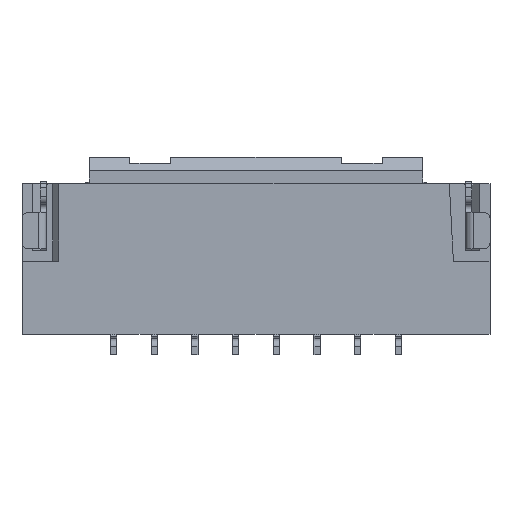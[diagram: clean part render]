
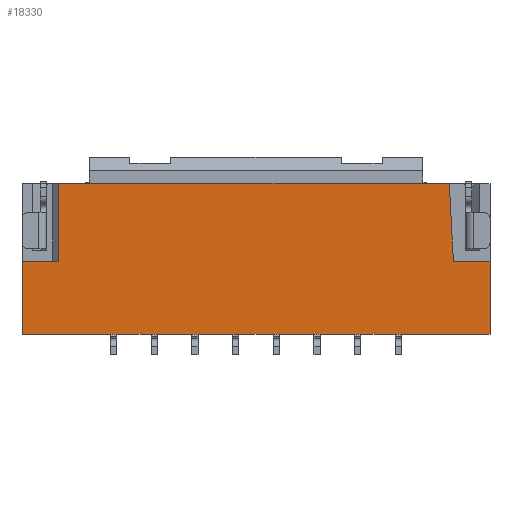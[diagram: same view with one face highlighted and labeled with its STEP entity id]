
A CAD part, front view. The second image highlights one B-rep face of the part: STEP entity #18330.
In plain terms, the highlighted planar face has unit normal (0, -1, 0).
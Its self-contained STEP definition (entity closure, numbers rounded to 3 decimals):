
#57=DIRECTION('',(0.053,0.,-0.999));
#58=VECTOR('',#57,1.903);
#59=CARTESIAN_POINT('',(10.5,0.005,0.));
#60=LINE('',#59,#58);
#61=DIRECTION('',(1.,0.,0.));
#62=VECTOR('',#61,0.9);
#63=CARTESIAN_POINT('',(10.6,0.005,-1.9));
#64=LINE('',#63,#62);
#65=DIRECTION('',(1.,0.,0.));
#66=VECTOR('',#65,9.6);
#67=CARTESIAN_POINT('',(0.9,0.005,0.));
#68=LINE('',#67,#66);
#89=DIRECTION('',(0.,0.,1.));
#90=VECTOR('',#89,1.8);
#91=CARTESIAN_POINT('',(11.5,0.005,-3.7));
#92=LINE('',#91,#90);
#853=DIRECTION('',(1.,0.,0.));
#854=VECTOR('',#853,11.5);
#855=CARTESIAN_POINT('',(0.,0.005,-3.7));
#856=LINE('',#855,#854);
#12733=DIRECTION('',(0.,0.,-1.));
#12734=VECTOR('',#12733,1.9);
#12735=CARTESIAN_POINT('',(0.9,0.005,0.));
#12736=LINE('',#12735,#12734);
#12745=DIRECTION('',(-1.,0.,0.));
#12746=VECTOR('',#12745,0.9);
#12747=CARTESIAN_POINT('',(0.9,0.005,-1.9));
#12748=LINE('',#12747,#12746);
#12757=DIRECTION('',(0.,0.,-1.));
#12758=VECTOR('',#12757,1.8);
#12759=CARTESIAN_POINT('',(0.,0.005,-1.9));
#12760=LINE('',#12759,#12758);
#13889=CARTESIAN_POINT('',(10.5,0.005,0.));
#13891=VERTEX_POINT('',#13889);
#13893=CARTESIAN_POINT('',(0.9,0.005,0.));
#13895=VERTEX_POINT('',#13893);
#14017=CARTESIAN_POINT('',(10.6,0.005,-1.9));
#14018=VERTEX_POINT('',#14017);
#14019=CARTESIAN_POINT('',(11.5,0.005,-1.9));
#14020=VERTEX_POINT('',#14019);
#14021=CARTESIAN_POINT('',(0.,0.005,-3.7));
#14022=CARTESIAN_POINT('',(11.5,0.005,-3.7));
#14023=VERTEX_POINT('',#14021);
#14024=VERTEX_POINT('',#14022);
#14025=CARTESIAN_POINT('',(0.9,0.005,-1.9));
#14026=CARTESIAN_POINT('',(0.,0.005,-1.9));
#14027=VERTEX_POINT('',#14025);
#14028=VERTEX_POINT('',#14026);
#18309=CARTESIAN_POINT('',(5.75,0.005,-1.85));
#18310=DIRECTION('',(0.,1.,0.));
#18311=DIRECTION('',(1.,0.,0.));
#18312=AXIS2_PLACEMENT_3D('',#18309,#18310,#18311);
#18313=PLANE('',#18312);
#18315=ORIENTED_EDGE('',*,*,#18314,.T.);
#18316=ORIENTED_EDGE('',*,*,#18299,.T.);
#18318=ORIENTED_EDGE('',*,*,#18317,.F.);
#18320=ORIENTED_EDGE('',*,*,#18319,.F.);
#18322=ORIENTED_EDGE('',*,*,#18321,.F.);
#18324=ORIENTED_EDGE('',*,*,#18323,.F.);
#18326=ORIENTED_EDGE('',*,*,#18325,.F.);
#18327=ORIENTED_EDGE('',*,*,#18147,.T.);
#18328=EDGE_LOOP('',(#18315,#18316,#18318,#18320,#18322,#18324,#18326,#18327));
#18329=FACE_OUTER_BOUND('',#18328,.F.);
#18330=ADVANCED_FACE('',(#18329),#18313,.F.);
#18147=EDGE_CURVE('',#13895,#13891,#68,.T.);
#18299=EDGE_CURVE('',#14018,#14020,#64,.T.);
#18314=EDGE_CURVE('',#13891,#14018,#60,.T.);
#18317=EDGE_CURVE('',#14024,#14020,#92,.T.);
#18319=EDGE_CURVE('',#14023,#14024,#856,.T.);
#18321=EDGE_CURVE('',#14028,#14023,#12760,.T.);
#18323=EDGE_CURVE('',#14027,#14028,#12748,.T.);
#18325=EDGE_CURVE('',#13895,#14027,#12736,.T.);
